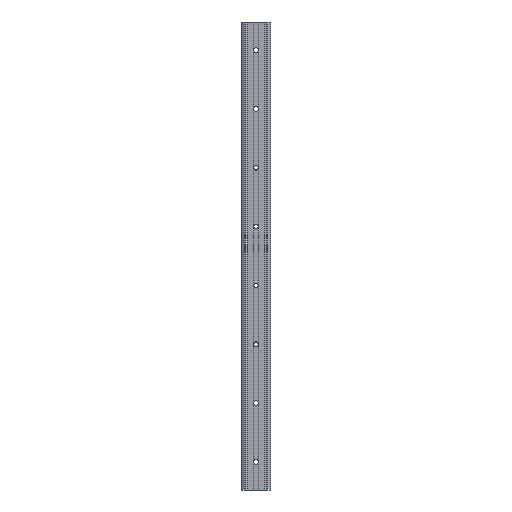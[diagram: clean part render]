
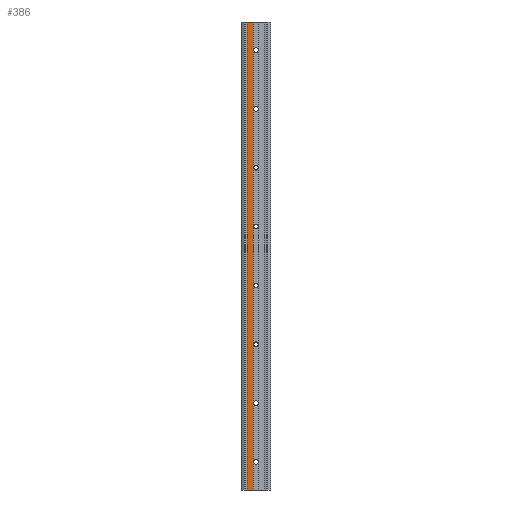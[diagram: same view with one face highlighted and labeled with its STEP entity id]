
A CAD part, front view. The second image highlights one B-rep face of the part: STEP entity #386.
In plain terms, the highlighted planar face has unit normal (0, -1, 0).
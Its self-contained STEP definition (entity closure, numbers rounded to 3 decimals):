
#21 = VECTOR ( 'NONE', #1006, 1000. ) ;
#44 = EDGE_LOOP ( 'NONE', ( #1670, #2020, #2173, #1902 ) ) ;
#77 = CARTESIAN_POINT ( 'NONE',  ( -4., 0., 716. ) ) ;
#78 = DIRECTION ( 'NONE',  ( -1., 0., 0. ) ) ;
#106 = DIRECTION ( 'NONE',  ( 0., 0., 1. ) ) ;
#191 = VERTEX_POINT ( 'NONE', #1384 ) ;
#231 = LINE ( 'NONE', #1776, #1225 ) ;
#238 = EDGE_CURVE ( 'NONE', #1139, #1520, #231, .T. ) ;
#386 = ADVANCED_FACE ( 'NONE', ( #1657 ), #1996, .F. ) ;
#575 = EDGE_CURVE ( 'NONE', #1780, #1520, #1020, .T. ) ;
#582 = AXIS2_PLACEMENT_3D ( 'NONE', #1298, #1460, #2142 ) ;
#608 = LINE ( 'NONE', #1632, #21 ) ;
#633 = CARTESIAN_POINT ( 'NONE',  ( -4., 0., 1256. ) ) ;
#1006 = DIRECTION ( 'NONE',  ( 1., 0., 0. ) ) ;
#1020 = LINE ( 'NONE', #1706, #1086 ) ;
#1056 = VECTOR ( 'NONE', #106, 1000. ) ;
#1086 = VECTOR ( 'NONE', #1201, 1000. ) ;
#1094 = EDGE_CURVE ( 'NONE', #1780, #191, #608, .T. ) ;
#1139 = VERTEX_POINT ( 'NONE', #77 ) ;
#1201 = DIRECTION ( 'NONE',  ( 0., 0., 1. ) ) ;
#1225 = VECTOR ( 'NONE', #78, 1000. ) ;
#1298 = CARTESIAN_POINT ( 'NONE',  ( 22.79, 0., 0. ) ) ;
#1384 = CARTESIAN_POINT ( 'NONE',  ( -4., 0., 0. ) ) ;
#1422 = CARTESIAN_POINT ( 'NONE',  ( -13.2, 0., 716. ) ) ;
#1460 = DIRECTION ( 'NONE',  ( 0., 1., 0. ) ) ;
#1520 = VERTEX_POINT ( 'NONE', #1422 ) ;
#1632 = CARTESIAN_POINT ( 'NONE',  ( -21.465, 0., 0. ) ) ;
#1639 = LINE ( 'NONE', #633, #1056 ) ;
#1657 = FACE_OUTER_BOUND ( 'NONE', #44, .T. ) ;
#1670 = ORIENTED_EDGE ( 'NONE', *, *, #238, .T. ) ;
#1706 = CARTESIAN_POINT ( 'NONE',  ( -13.2, 0., 0. ) ) ;
#1717 = EDGE_CURVE ( 'NONE', #191, #1139, #1639, .T. ) ;
#1776 = CARTESIAN_POINT ( 'NONE',  ( -13.2, 0., 716. ) ) ;
#1780 = VERTEX_POINT ( 'NONE', #2204 ) ;
#1902 = ORIENTED_EDGE ( 'NONE', *, *, #1717, .T. ) ;
#1996 = PLANE ( 'NONE',  #582 ) ;
#2020 = ORIENTED_EDGE ( 'NONE', *, *, #575, .F. ) ;
#2142 = DIRECTION ( 'NONE',  ( 0., 0., 1. ) ) ;
#2173 = ORIENTED_EDGE ( 'NONE', *, *, #1094, .T. ) ;
#2204 = CARTESIAN_POINT ( 'NONE',  ( -13.2, 0., 0. ) ) ;
